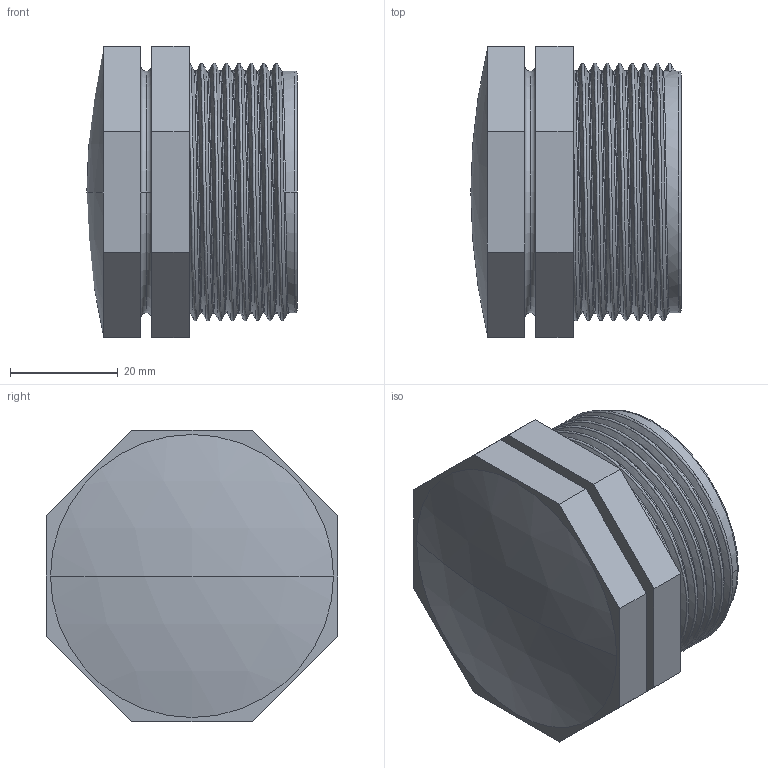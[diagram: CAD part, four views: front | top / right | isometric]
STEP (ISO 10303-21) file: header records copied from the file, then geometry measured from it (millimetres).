
FILE_DESCRIPTION (( 'STEP AP203' ), '1' );
FILE_NAME ('00200_1111.STEP', '2017-05-12T14:42:21', ( '' ), ( '' ), 'SwSTEP 2.0', 'SolidWorks 2011', '' );
FILE_SCHEMA (( 'CONFIG_CONTROL_DESIGN' ));
Length unit declared in the file: millimetre
Products named in the file (1): 00200_1111
Bounding box: 39 x 54 x 54 mm (x, y, z)
Volume: 43125.2 mm3; surface area: 17118.8 mm2
Topology: 1 solids, 1 shells, 63 faces, 160 edges, 102 vertices
Faces by surface type: plane 22, cylinder 19, torus 13, bspline 5, sphere 2, cone 2
Entity records: 5609 total; most frequent: CARTESIAN_POINT 4143, ORIENTED_EDGE 316, DIRECTION 264, EDGE_CURVE 158, VERTEX_POINT 102, AXIS2_PLACEMENT_3D 98, VECTOR 68, LINE 68
